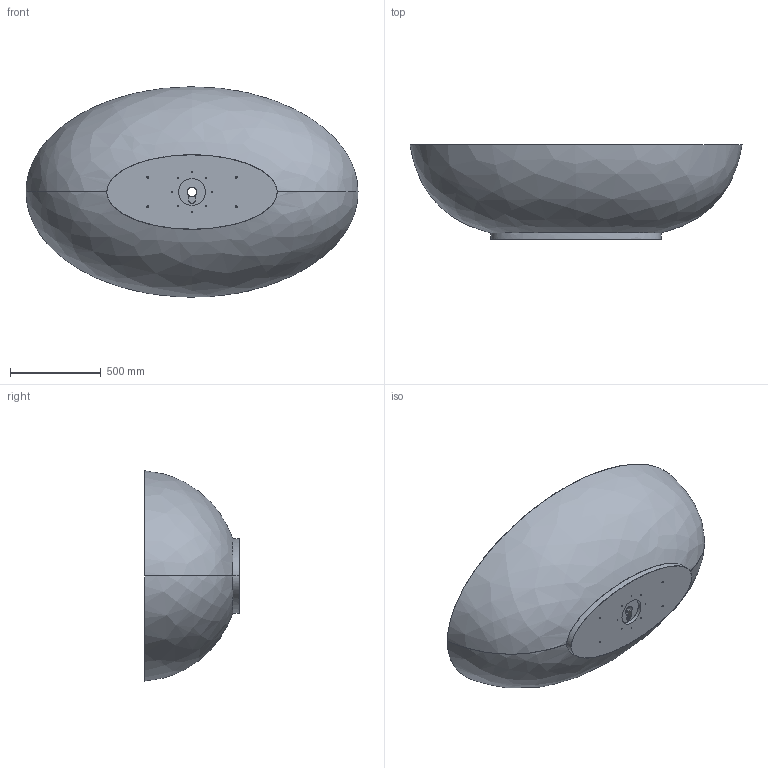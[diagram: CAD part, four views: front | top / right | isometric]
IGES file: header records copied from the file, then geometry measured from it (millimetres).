
Start section: SolidWorks IGES file using analytic representation for surfaces
Global section: file name: Z692-SO.IGS; native system: SolidWorks 2017; preprocessor: SolidWorks 2017; author: r.frank; date: 180423.123825; units: millimetre
Bounding box: 1830 x 520 x 1159.97 mm (x, y, z)
Surface area: 5400788.7 mm2 (no closed solid volume)
Topology: 0 solids, 0 shells, 66 faces, 1286 edges, 1286 vertices
Faces by surface type: bspline 33, revolution 33
